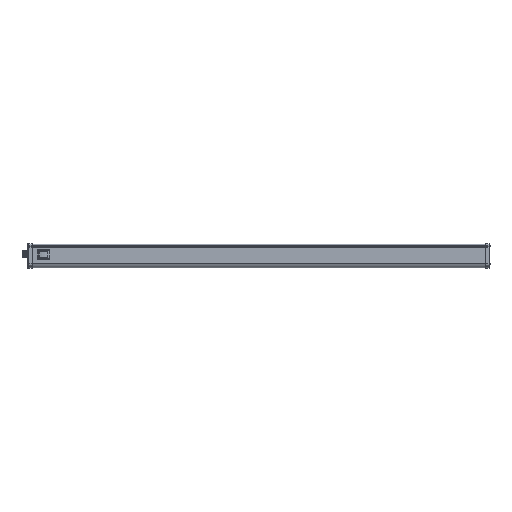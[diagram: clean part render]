
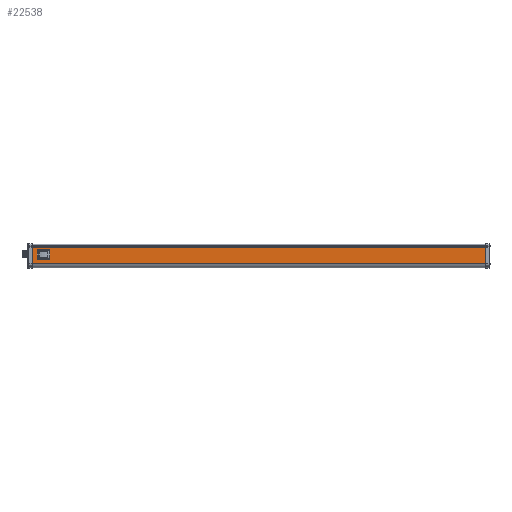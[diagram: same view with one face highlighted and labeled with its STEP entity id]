
A CAD part, top view. The second image highlights one B-rep face of the part: STEP entity #22538.
In plain terms, the highlighted planar face has unit normal (0, 0, 1).
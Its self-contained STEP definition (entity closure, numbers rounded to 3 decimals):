
#4768=DIRECTION('',(0.,-1.,0.));
#4769=VECTOR('',#4768,29.273);
#4770=CARTESIAN_POINT('',(431.5,-6.581,16.));
#4771=LINE('',#4770,#4769);
#4902=DIRECTION('',(1.,0.,0.));
#4903=VECTOR('',#4902,863.);
#4904=CARTESIAN_POINT('',(-431.5,-37.,16.));
#4905=LINE('',#4904,#4903);
#4906=DIRECTION('',(0.,-1.,0.));
#4907=VECTOR('',#4906,1.146);
#4908=CARTESIAN_POINT('',(-431.5,-35.854,16.));
#4909=LINE('',#4908,#4907);
#4910=DIRECTION('',(-1.,0.,0.));
#4911=VECTOR('',#4910,863.);
#4912=CARTESIAN_POINT('',(431.5,-6.581,16.));
#4913=LINE('',#4912,#4911);
#4914=DIRECTION('',(0.,-1.,0.));
#4915=VECTOR('',#4914,1.146);
#4916=CARTESIAN_POINT('',(431.5,-35.854,16.));
#4917=LINE('',#4916,#4915);
#4918=DIRECTION('',(0.,1.,0.));
#4919=VECTOR('',#4918,14.5);
#4920=CARTESIAN_POINT('',(-394.8,-26.45,16.));
#4921=LINE('',#4920,#4919);
#4922=CARTESIAN_POINT('',(-396.3,-11.95,16.));
#4923=DIRECTION('',(0.,0.,-1.));
#4924=DIRECTION('',(0.,1.,0.));
#4925=AXIS2_PLACEMENT_3D('',#4922,#4923,#4924);
#4927=DIRECTION('',(-1.,0.,0.));
#4928=VECTOR('',#4927,20.9);
#4929=CARTESIAN_POINT('',(-396.3,-10.45,16.));
#4930=LINE('',#4929,#4928);
#4931=CARTESIAN_POINT('',(-417.2,-11.95,16.));
#4932=DIRECTION('',(0.,0.,-1.));
#4933=DIRECTION('',(-1.,0.,0.));
#4934=AXIS2_PLACEMENT_3D('',#4931,#4932,#4933);
#4936=DIRECTION('',(0.,-1.,0.));
#4937=VECTOR('',#4936,14.5);
#4938=CARTESIAN_POINT('',(-418.7,-11.95,16.));
#4939=LINE('',#4938,#4937);
#4940=CARTESIAN_POINT('',(-417.2,-26.45,16.));
#4941=DIRECTION('',(0.,0.,-1.));
#4942=DIRECTION('',(0.,-1.,0.));
#4943=AXIS2_PLACEMENT_3D('',#4940,#4941,#4942);
#4945=DIRECTION('',(1.,0.,0.));
#4946=VECTOR('',#4945,20.9);
#4947=CARTESIAN_POINT('',(-417.2,-27.95,16.));
#4948=LINE('',#4947,#4946);
#4949=CARTESIAN_POINT('',(-396.3,-26.45,16.));
#4950=DIRECTION('',(0.,0.,-1.));
#4951=DIRECTION('',(1.,0.,0.));
#4952=AXIS2_PLACEMENT_3D('',#4949,#4950,#4951);
#14052=DIRECTION('',(0.,-1.,0.));
#14053=VECTOR('',#14052,29.273);
#14054=CARTESIAN_POINT('',(-431.5,-6.581,16.));
#14055=LINE('',#14054,#14053);
#15090=CARTESIAN_POINT('',(-431.5,-6.581,16.));
#15092=VERTEX_POINT('',#15090);
#15096=CARTESIAN_POINT('',(431.5,-6.581,16.));
#15097=VERTEX_POINT('',#15096);
#15274=CARTESIAN_POINT('',(-394.8,-26.45,16.));
#15275=CARTESIAN_POINT('',(-394.8,-11.95,16.));
#15276=VERTEX_POINT('',#15274);
#15277=VERTEX_POINT('',#15275);
#15278=CARTESIAN_POINT('',(-396.3,-10.45,16.));
#15279=CARTESIAN_POINT('',(-417.2,-10.45,16.));
#15280=VERTEX_POINT('',#15278);
#15281=VERTEX_POINT('',#15279);
#15282=CARTESIAN_POINT('',(-418.7,-11.95,16.));
#15283=CARTESIAN_POINT('',(-418.7,-26.45,16.));
#15284=VERTEX_POINT('',#15282);
#15285=VERTEX_POINT('',#15283);
#15286=CARTESIAN_POINT('',(-417.2,-27.95,16.));
#15287=CARTESIAN_POINT('',(-396.3,-27.95,16.));
#15288=VERTEX_POINT('',#15286);
#15289=VERTEX_POINT('',#15287);
#15728=CARTESIAN_POINT('',(-431.5,-35.854,16.));
#15730=VERTEX_POINT('',#15728);
#15754=CARTESIAN_POINT('',(-431.5,-37.,16.));
#15755=VERTEX_POINT('',#15754);
#16668=CARTESIAN_POINT('',(431.5,-35.854,16.));
#16670=VERTEX_POINT('',#16668);
#16698=CARTESIAN_POINT('',(431.5,-37.,16.));
#16699=VERTEX_POINT('',#16698);
#22503=CARTESIAN_POINT('',(-431.5,-6.414,16.));
#22504=DIRECTION('',(0.,0.,1.));
#22505=DIRECTION('',(0.,-1.,0.));
#22506=AXIS2_PLACEMENT_3D('',#22503,#22504,#22505);
#22507=PLANE('',#22506);
#22509=ORIENTED_EDGE('',*,*,#22508,.F.);
#22511=ORIENTED_EDGE('',*,*,#22510,.F.);
#22513=ORIENTED_EDGE('',*,*,#22512,.F.);
#22515=ORIENTED_EDGE('',*,*,#22514,.F.);
#22516=ORIENTED_EDGE('',*,*,#22299,.T.);
#22517=ORIENTED_EDGE('',*,*,#22480,.T.);
#22518=EDGE_LOOP('',(#22509,#22511,#22513,#22515,#22516,#22517));
#22519=FACE_OUTER_BOUND('',#22518,.F.);
#22521=ORIENTED_EDGE('',*,*,#22520,.T.);
#22523=ORIENTED_EDGE('',*,*,#22522,.F.);
#22525=ORIENTED_EDGE('',*,*,#22524,.T.);
#22527=ORIENTED_EDGE('',*,*,#22526,.F.);
#22529=ORIENTED_EDGE('',*,*,#22528,.T.);
#22531=ORIENTED_EDGE('',*,*,#22530,.F.);
#22533=ORIENTED_EDGE('',*,*,#22532,.T.);
#22535=ORIENTED_EDGE('',*,*,#22534,.F.);
#22536=EDGE_LOOP('',(#22521,#22523,#22525,#22527,#22529,#22531,#22533,#22535));
#22537=FACE_BOUND('',#22536,.F.);
#22538=ADVANCED_FACE('',(#22519,#22537),#22507,.T.);
#4926=CIRCLE('',#4925,1.5);
#4935=CIRCLE('',#4934,1.5);
#4944=CIRCLE('',#4943,1.5);
#4953=CIRCLE('',#4952,1.5);
#22299=EDGE_CURVE('',#15097,#16670,#4771,.T.);
#22480=EDGE_CURVE('',#16670,#16699,#4917,.T.);
#22508=EDGE_CURVE('',#15755,#16699,#4905,.T.);
#22510=EDGE_CURVE('',#15730,#15755,#4909,.T.);
#22512=EDGE_CURVE('',#15092,#15730,#14055,.T.);
#22514=EDGE_CURVE('',#15097,#15092,#4913,.T.);
#22520=EDGE_CURVE('',#15276,#15277,#4921,.T.);
#22522=EDGE_CURVE('',#15280,#15277,#4926,.T.);
#22524=EDGE_CURVE('',#15280,#15281,#4930,.T.);
#22526=EDGE_CURVE('',#15284,#15281,#4935,.T.);
#22528=EDGE_CURVE('',#15284,#15285,#4939,.T.);
#22530=EDGE_CURVE('',#15288,#15285,#4944,.T.);
#22532=EDGE_CURVE('',#15288,#15289,#4948,.T.);
#22534=EDGE_CURVE('',#15276,#15289,#4953,.T.);
